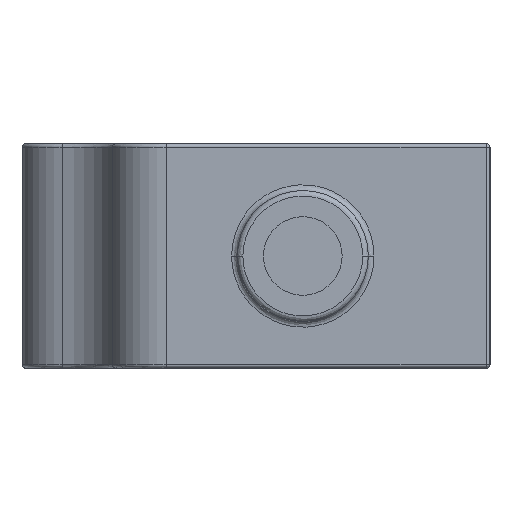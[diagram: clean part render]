
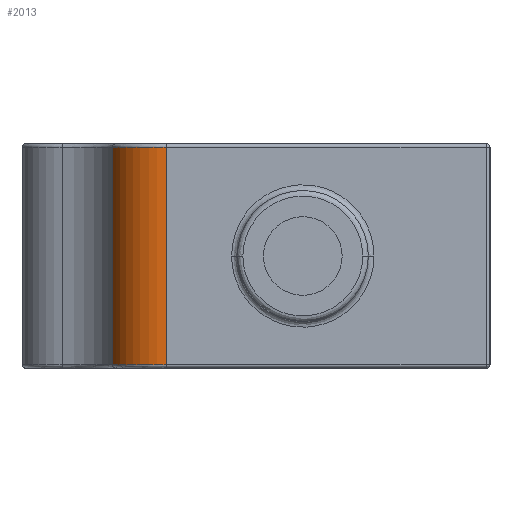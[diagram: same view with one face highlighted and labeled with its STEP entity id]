
A CAD part, left-side view. The second image highlights one B-rep face of the part: STEP entity #2013.
In plain terms, the highlighted cylindrical face has radius 3 mm (diameter 6 mm), a partial arc.
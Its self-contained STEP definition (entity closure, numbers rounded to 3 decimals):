
#95 = DIRECTION ( 'NONE',  ( -1., 0., 0. ) ) ;
#104 = DIRECTION ( 'NONE',  ( 0., 0., -1. ) ) ;
#105 = CARTESIAN_POINT ( 'NONE',  ( 3., 17.291, 0. ) ) ;
#252 = CARTESIAN_POINT ( 'NONE',  ( 3., 17.291, 11.8 ) ) ;
#253 = DIRECTION ( 'NONE',  ( 0., 0., -1. ) ) ;
#254 = DIRECTION ( 'NONE',  ( -1., 0., 0. ) ) ;
#533 = FACE_OUTER_BOUND ( 'NONE', #2204, .T. ) ;
#538 = CYLINDRICAL_SURFACE ( 'NONE', #1021, 3. ) ;
#619 = LINE ( 'NONE', #2459, #622 ) ;
#622 = VECTOR ( 'NONE', #2460, 1000. ) ;
#623 = CIRCLE ( 'NONE', #934, 3. ) ;
#625 = LINE ( 'NONE', #2464, #627 ) ;
#627 = VECTOR ( 'NONE', #2465, 1000. ) ;
#652 = CIRCLE ( 'NONE', #995, 3. ) ;
#934 = AXIS2_PLACEMENT_3D ( 'NONE', #2466, #2467, #2468 ) ;
#995 = AXIS2_PLACEMENT_3D ( 'NONE', #252, #253, #254 ) ;
#1021 = AXIS2_PLACEMENT_3D ( 'NONE', #105, #104, #95 ) ;
#1657 = ORIENTED_EDGE ( 'NONE', *, *, #3028, .T. ) ;
#1658 = ORIENTED_EDGE ( 'NONE', *, *, #3026, .F. ) ;
#1868 = ORIENTED_EDGE ( 'NONE', *, *, #3024, .F. ) ;
#2013 = ADVANCED_FACE ( 'NONE', ( #533 ), #538, .T. ) ;
#2066 = CARTESIAN_POINT ( 'NONE',  ( 2.143, 20.166, 0.2 ) ) ;
#2067 = CARTESIAN_POINT ( 'NONE',  ( 0., 17.291, 0.2 ) ) ;
#2088 = CARTESIAN_POINT ( 'NONE',  ( 2.143, 20.166, 11.8 ) ) ;
#2089 = CARTESIAN_POINT ( 'NONE',  ( 0., 17.291, 11.8 ) ) ;
#2204 = EDGE_LOOP ( 'NONE', ( #2530, #1657, #1658, #1868 ) ) ;
#2459 = CARTESIAN_POINT ( 'NONE',  ( 0., 17.291, 0. ) ) ;
#2460 = DIRECTION ( 'NONE',  ( 0., 0., -1. ) ) ;
#2464 = CARTESIAN_POINT ( 'NONE',  ( 2.143, 20.166, 0. ) ) ;
#2465 = DIRECTION ( 'NONE',  ( 0., 0., -1. ) ) ;
#2466 = CARTESIAN_POINT ( 'NONE',  ( 3., 17.291, 0.2 ) ) ;
#2467 = DIRECTION ( 'NONE',  ( 0., 0., -1. ) ) ;
#2468 = DIRECTION ( 'NONE',  ( 1., 0., 0. ) ) ;
#2530 = ORIENTED_EDGE ( 'NONE', *, *, #3046, .T. ) ;
#2675 = VERTEX_POINT ( 'NONE', #2066 ) ;
#2676 = VERTEX_POINT ( 'NONE', #2067 ) ;
#2866 = VERTEX_POINT ( 'NONE', #2088 ) ;
#2867 = VERTEX_POINT ( 'NONE', #2089 ) ;
#3024 = EDGE_CURVE ( 'NONE', #2867, #2676, #619, .T. ) ;
#3026 = EDGE_CURVE ( 'NONE', #2676, #2675, #623, .T. ) ;
#3028 = EDGE_CURVE ( 'NONE', #2866, #2675, #625, .T. ) ;
#3046 = EDGE_CURVE ( 'NONE', #2867, #2866, #652, .T. ) ;
